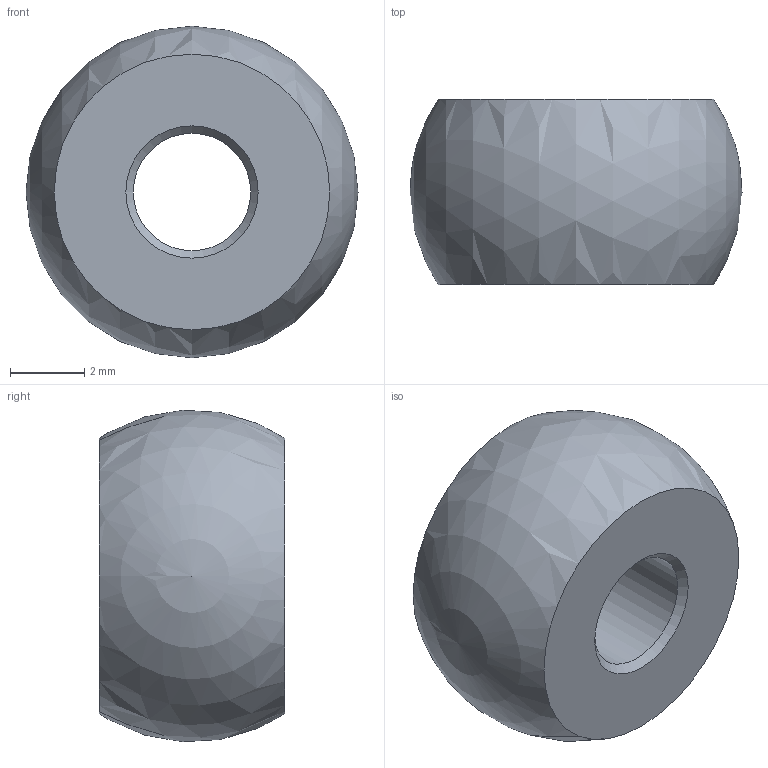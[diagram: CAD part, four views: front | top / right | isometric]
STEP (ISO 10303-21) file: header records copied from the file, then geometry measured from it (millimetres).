
FILE_DESCRIPTION(/* description */ (''),/* implementation_level */ '2;1');
FILE_NAME(/* name */ 'palier bronze.step',/* time_stamp */ '2019-01-20T19:53:08+01:00',/* author */ (''),/* organization */ (''),/* preprocessor_version */ 'ST-DEVELOPER v17.2',/* originating_system */ 'Autodesk Translation Framework v7.6.0.251',/* authorisation */ '');
FILE_SCHEMA (('AUTOMOTIVE_DESIGN { 1 0 10303 214 3 1 1 }'));
Length unit declared in the file: millimetre
Products named in the file (1): (Unsaved)
Bounding box: 8.97 x 5 x 8.95 mm (x, y, z)
Volume: 243.4 mm3; surface area: 259.8 mm2
Topology: 1 solids, 1 shells, 6 faces, 19 edges, 14 vertices
Faces by surface type: cone 2, plane 2, sphere 1, cylinder 1
Full cylindrical faces by diameter (mm): 3.17 x1
Entity records: 256 total; most frequent: DIRECTION 45, CARTESIAN_POINT 38, ORIENTED_EDGE 34, AXIS2_PLACEMENT_3D 21, EDGE_CURVE 17, CIRCLE 14, VERTEX_POINT 14, EDGE_LOOP 9
